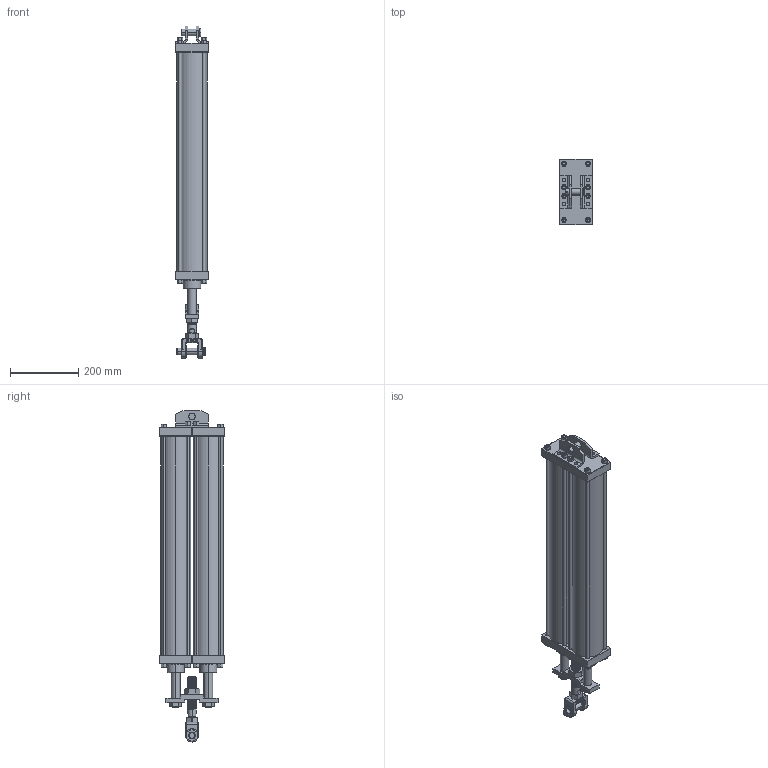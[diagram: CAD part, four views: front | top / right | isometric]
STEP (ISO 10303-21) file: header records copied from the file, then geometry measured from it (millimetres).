
FILE_DESCRIPTION (( 'STEP AP203' ), '1' );
FILE_NAME ('ESA32N2400D21SS-34.625.STEP', '2021-11-03T14:24:24', ( '' ), ( '' ), 'SwSTEP 2.0', 'SolidWorks 2021', '' );
FILE_SCHEMA (( 'CONFIG_CONTROL_DESIGN' ));
Length unit declared in the file: inch
Products named in the file (20): 284 PIN .750 DIA; 315EA-AL-1PC-ES2; ES TIE ROD-20.00; ZY-CP-290; ES CLEVIS-SHEET METAL; 025_20x4SHCS-SS; ES PISTON ROD; ES BARREL; ES CLEVIS ROD; ES ROD CONNECTOR; ESA32N2400D21SS-34.625; BDC-07M; 038HEXNUTSS; APT32-0.75-16; 1-14JAMNUT; 315EA-AL-1PC-ES1; 075_16 JAMNUT THIN; 304EA-AL-ES2; ES TIE ROD-20.25; 304EA-AL-ES1
Assembly tree (48 placements, depth 2):
  ESA32N2400D21SS-34.625
    304EA-AL-ES1
    304EA-AL-ES2
    025_20x4SHCS-SS  x4
    APT32-0.75-16  x2
    ES PISTON ROD  x2
    ES BARREL  x2
    315EA-AL-1PC-ES1
    315EA-AL-1PC-ES2
    ES ROD CONNECTOR
    075_16 JAMNUT THIN  x2
    1-14JAMNUT
    ES CLEVIS ROD
    BDC-07M
    ZY-CP-290
    284 PIN .750 DIA
    ES CLEVIS-SHEET METAL  x2
    ES TIE ROD-20.25  x4
    038HEXNUTSS  x16
    ES TIE ROD-20.00  x4
Bounding box: 95.25 x 190.5 x 971.55 mm (x, y, z)
Volume: 3825424.6 mm3; surface area: 1346921 mm2
Topology: 48 solids, 48 shells, 2299 faces, 5391 edges, 3239 vertices
Faces by surface type: cone 1116, plane 541, cylinder 465, bspline 95, torus 82
Entity records: 54294 total; most frequent: CARTESIAN_POINT 23970, ORIENTED_EDGE 5858, DIRECTION 5557, EDGE_CURVE 2929, AXIS2_PLACEMENT_3D 2163, VERTEX_POINT 1799, EDGE_LOOP 1368, VECTOR 1231
